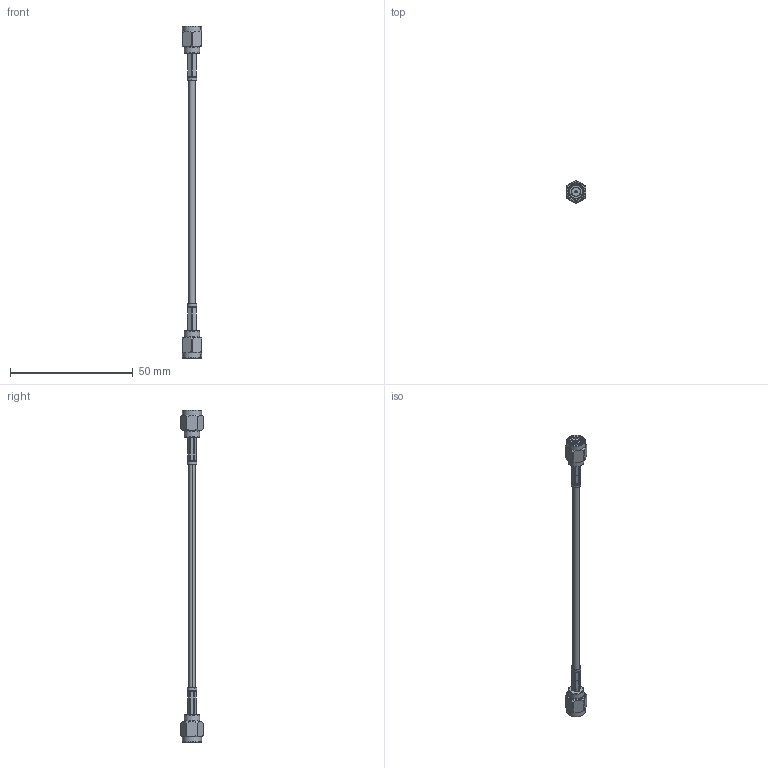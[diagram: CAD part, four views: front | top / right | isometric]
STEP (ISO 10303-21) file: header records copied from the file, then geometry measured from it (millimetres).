
FILE_DESCRIPTION (( 'STEP AP203' ), '1' );
FILE_NAME ('PE3573.step', '2018-07-17T14:51:43', ( '' ), ( '' ), 'SwSTEP 2.0', 'SolidWorks 2017', '' );
FILE_SCHEMA (( 'CONFIG_CONTROL_DESIGN' ));
Length unit declared in the file: inch
Products named in the file (3): PE4003_Crimped; PE3573; Coax Cable_RG316U
Assembly tree (3 placements, depth 2):
  PE3573
    Coax Cable_RG316U
    PE4003_Crimped  x2
Bounding box: 7.94 x 9.02 x 135 mm (x, y, z)
Volume: 1428.9 mm3; surface area: 2607.8 mm2
Topology: 5 solids, 5 shells, 286 faces, 720 edges, 460 vertices
Faces by surface type: cylinder 136, plane 74, cone 50, bspline 14, torus 12
Entity records: 7017 total; most frequent: CARTESIAN_POINT 3456, ORIENTED_EDGE 726, DIRECTION 613, EDGE_CURVE 363, AXIS2_PLACEMENT_3D 248, VERTEX_POINT 232, EDGE_LOOP 155, FACE_OUTER_BOUND 145
